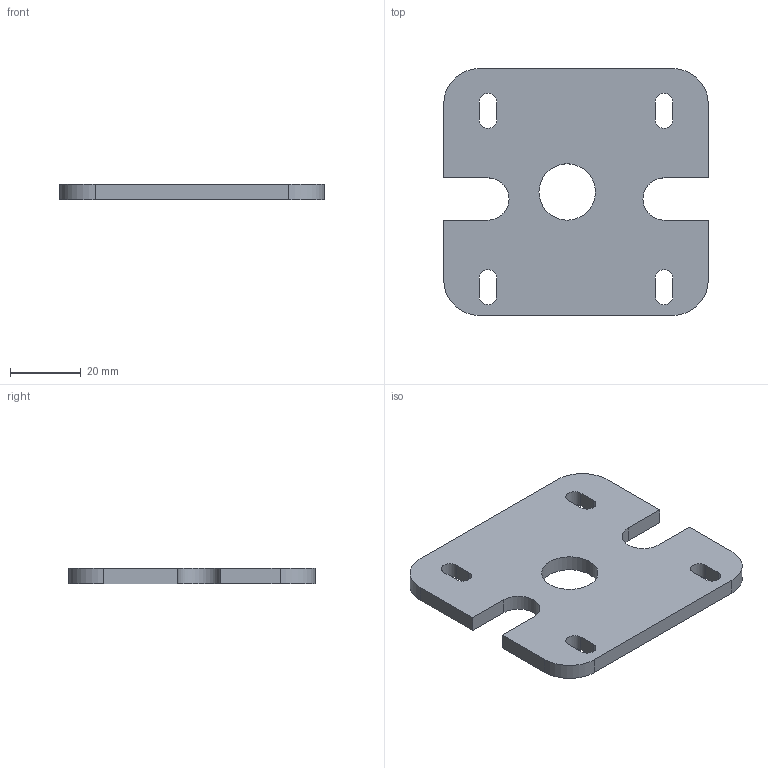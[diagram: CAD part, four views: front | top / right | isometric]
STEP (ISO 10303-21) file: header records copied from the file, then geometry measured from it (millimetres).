
FILE_DESCRIPTION(('FreeCAD Model'),'2;1');
FILE_NAME('hexagon_mount_plate_v2.0.step','2015-03-10T07:24:14',('FreeCAD'),( 'FreeCAD'),'Open CASCADE STEP processor 6.5','FreeCAD','Unknown');
FILE_SCHEMA(('AUTOMOTIVE_DESIGN_CC2 { 1 2 10303 214 -1 1 5 4 }'));
Length unit declared in the file: millimetre
Products named in the file (1): Pocket005
Bounding box: 75 x 70 x 4.5 mm (x, y, z)
Volume: 19671.6 mm3; surface area: 10946.2 mm2
Topology: 1 solids, 1 shells, 36 faces, 103 edges, 69 vertices
Faces by surface type: plane 20, cylinder 16
Full cylindrical faces by diameter (mm): 16 x1
Entity records: 2639 total; most frequent: CARTESIAN_POINT 623, DIRECTION 363, LINE 221, VECTOR 221, ORIENTED_EDGE 206, PCURVE 206, DEFINITIONAL_REPRESENTATION 206, EDGE_CURVE 103
